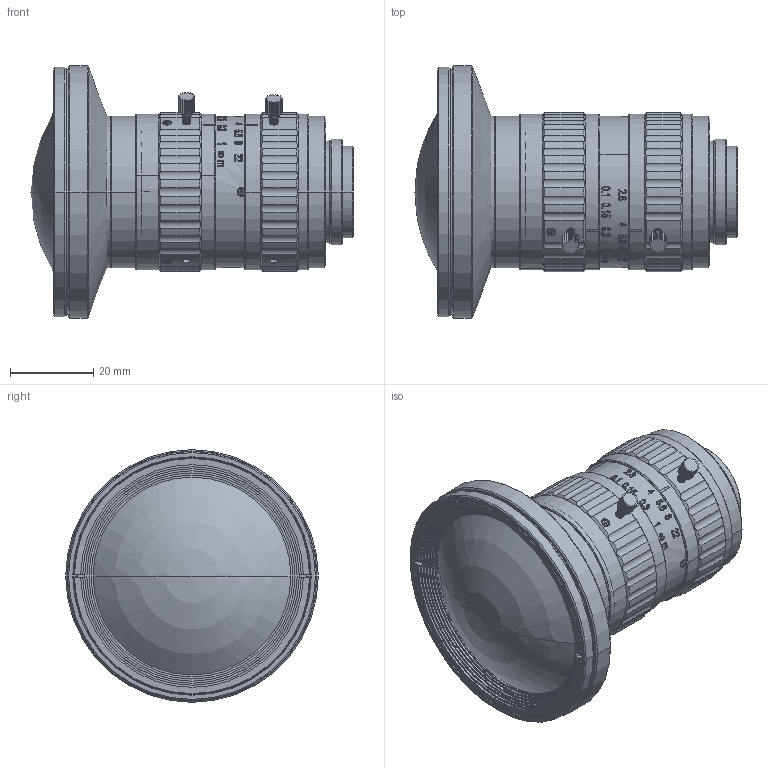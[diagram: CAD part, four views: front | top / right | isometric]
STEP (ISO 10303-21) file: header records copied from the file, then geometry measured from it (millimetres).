
FILE_DESCRIPTION(('FreeCAD Model'),'2;1');
FILE_NAME('Open CASCADE Shape Model','2025-01-21T15:06:09',('Author'),( ''),'Open CASCADE STEP processor 7.8','FreeCAD','Unknown');
FILE_SCHEMA(('AUTOMOTIVE_DESIGN { 1 0 10303 214 1 1 1 1 }'));
Length unit declared in the file: millimetre
Products named in the file (29): VA-LCM-25MP-08MM-F2.8-110; GB1936A-505_AF0; 203_AF0_ASM; GB1936A-503_AF0; GB1936A-315_AF0; GB1936A-520_AF0; MA076-00-01_AF0_ASM; ASM0001_AF0_ASM; MA115-01-01_AF2_ASM; MA115-02-07_AF2; 201_AF0_ASM; GB1936A-501_AF0; GB1936A-301_AF0; GB1936A-511_AF0; GB1936A-509_AF0; GB1936A-510_AF0; M14352001_AF0; M14352001_AF1; GB1936A-507_AF0; GB1936A-522_AF0; GB1936A-506_AF0; M17552501_AF0; M17552501_AF1; M17552501_AF2; M14252001_AF0; M14252001_AF1; M14252001_AF2; 531_AF0; 531_AF1
Assembly tree (28 placements, depth 6):
  VA-LCM-25MP-08MM-F2.8-110
    GB1936A-505_AF0
    203_AF0_ASM
      GB1936A-503_AF0
      GB1936A-315_AF0
      GB1936A-520_AF0
      MA076-00-01_AF0_ASM
        ASM0001_AF0_ASM
          MA115-01-01_AF2_ASM
            MA115-02-07_AF2
    201_AF0_ASM
      GB1936A-501_AF0
      GB1936A-301_AF0
      GB1936A-511_AF0
    GB1936A-509_AF0
    GB1936A-510_AF0
    M14352001_AF0
    M14352001_AF1
    GB1936A-507_AF0
    GB1936A-522_AF0
    GB1936A-506_AF0
    M17552501_AF0
    M17552501_AF1
    M17552501_AF2
    M14252001_AF0
    M14252001_AF1
    M14252001_AF2
    531_AF0
    531_AF1
Bounding box: 77.52 x 60.8 x 60.8 mm (x, y, z)
Volume: 19857 mm3; surface area: 31600.1 mm2
Topology: 23 solids, 23 shells, 1521 faces, 3903 edges, 2502 vertices
Faces by surface type: bspline 494, cylinder 454, plane 384, cone 151, torus 34, sphere 4
Entity records: 74119 total; most frequent: CARTESIAN_POINT 39868, ORIENTED_EDGE 7794, DIRECTION 5538, EDGE_CURVE 3897, VERTEX_POINT 2502, AXIS2_PLACEMENT_3D 1976, FACE_BOUND 1659, EDGE_LOOP 1659
